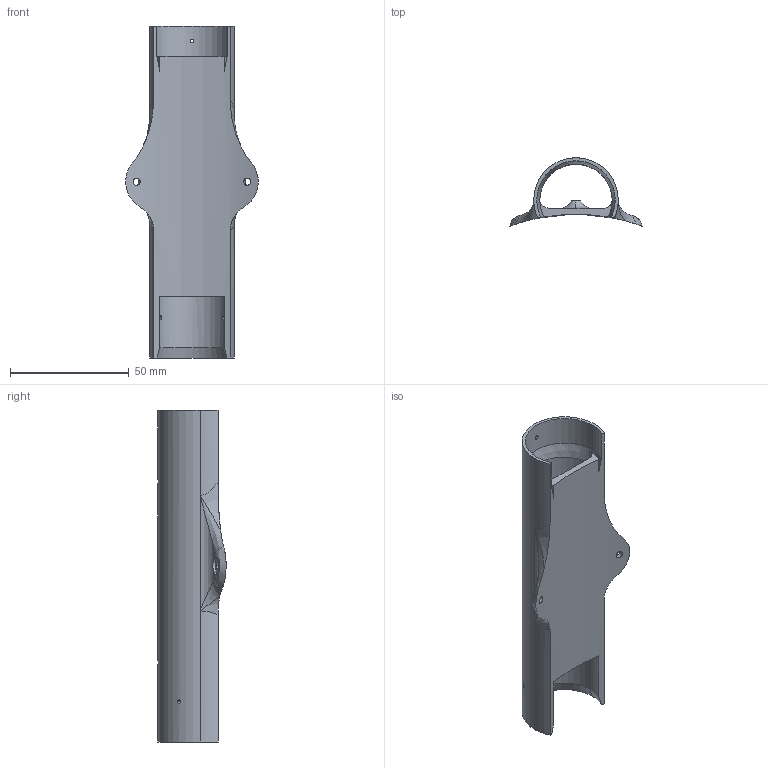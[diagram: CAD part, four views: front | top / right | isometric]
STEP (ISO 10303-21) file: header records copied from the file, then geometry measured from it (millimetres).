
FILE_DESCRIPTION (( 'STEP AP214' ), '1' );
FILE_NAME ('GPS Pod Forward Closure.STEP', '2024-02-06T01:59:31', ( '' ), ( '' ), 'SwSTEP 2.0', 'SolidWorks 2023', '' );
FILE_SCHEMA (( 'AUTOMOTIVE_DESIGN' ));
Length unit declared in the file: inch
Products named in the file (1): GPS Pod Forward Closure
Bounding box: 55.8 x 28.7 x 139.7 mm (x, y, z)
Volume: 33321.3 mm3; surface area: 25845.2 mm2
Topology: 1 solids, 1 shells, 72 faces, 193 edges, 121 vertices
Faces by surface type: cylinder 41, plane 11, bspline 10, cone 6, torus 4
Entity records: 3548 total; most frequent: CARTESIAN_POINT 1812, ORIENTED_EDGE 378, DIRECTION 325, EDGE_CURVE 189, AXIS2_PLACEMENT_3D 136, VERTEX_POINT 121, EDGE_LOOP 90, CIRCLE 73
